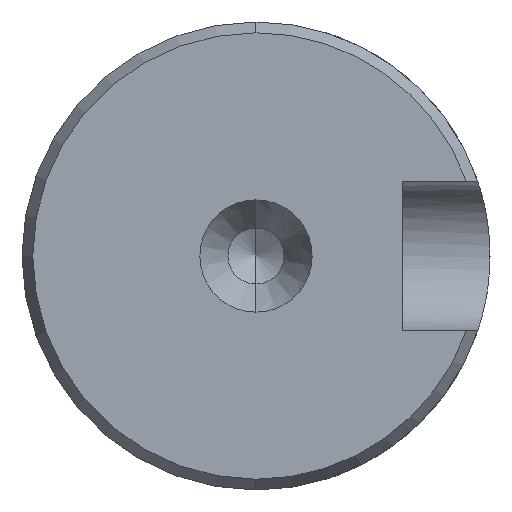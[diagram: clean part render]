
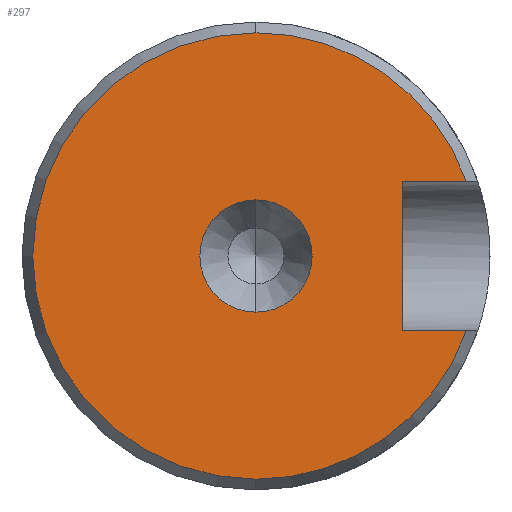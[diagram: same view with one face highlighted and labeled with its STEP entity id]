
A CAD part, left-side view. The second image highlights one B-rep face of the part: STEP entity #297.
In plain terms, the highlighted planar face has unit normal (-1, 0, 0).
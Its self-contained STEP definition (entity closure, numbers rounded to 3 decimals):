
#7 = AXIS2_PLACEMENT_3D ( 'NONE', #985, #446, #1074 ) ;
#15 = DIRECTION ( 'NONE',  ( 0., 0., 1. ) ) ;
#17 = VERTEX_POINT ( 'NONE', #467 ) ;
#53 = AXIS2_PLACEMENT_3D ( 'NONE', #56, #58, #143 ) ;
#56 = CARTESIAN_POINT ( 'NONE',  ( 0., 0., 0. ) ) ;
#58 = DIRECTION ( 'NONE',  ( -1., 0., 0. ) ) ;
#73 = CARTESIAN_POINT ( 'NONE',  ( 0., -7.84, -4. ) ) ;
#107 = FACE_OUTER_BOUND ( 'NONE', #487, .T. ) ;
#114 = AXIS2_PLACEMENT_3D ( 'NONE', #1039, #499, #764 ) ;
#115 = VERTEX_POINT ( 'NONE', #1072 ) ;
#117 = DIRECTION ( 'NONE',  ( -1., 0., 0. ) ) ;
#143 = DIRECTION ( 'NONE',  ( 0., 0., 1. ) ) ;
#162 = ORIENTED_EDGE ( 'NONE', *, *, #476, .F. ) ;
#165 = ORIENTED_EDGE ( 'NONE', *, *, #1002, .T. ) ;
#174 = ORIENTED_EDGE ( 'NONE', *, *, #1013, .T. ) ;
#202 = PLANE ( 'NONE',  #665 ) ;
#253 = DIRECTION ( 'NONE',  ( 0., -1., 0. ) ) ;
#267 = CARTESIAN_POINT ( 'NONE',  ( 0., 0., -11.923 ) ) ;
#274 = VERTEX_POINT ( 'NONE', #468 ) ;
#287 = CARTESIAN_POINT ( 'NONE',  ( 0., 0., 0. ) ) ;
#291 = DIRECTION ( 'NONE',  ( 0., 1., 0. ) ) ;
#295 = DIRECTION ( 'NONE',  ( 1., 0., 0. ) ) ;
#297 = ADVANCED_FACE ( 'NONE', ( #107, #1000 ), #202, .F. ) ;
#298 = CIRCLE ( 'NONE', #852, 11.923 ) ;
#300 = CARTESIAN_POINT ( 'NONE',  ( 0., 3., 0. ) ) ;
#313 = VECTOR ( 'NONE', #253, 1000. ) ;
#317 = DIRECTION ( 'NONE',  ( 0., 0., 1. ) ) ;
#340 = LINE ( 'NONE', #979, #1031 ) ;
#351 = EDGE_CURVE ( 'NONE', #669, #792, #298, .T. ) ;
#362 = CARTESIAN_POINT ( 'NONE',  ( 0., 3., -4. ) ) ;
#370 = VECTOR ( 'NONE', #291, 1000. ) ;
#375 = ORIENTED_EDGE ( 'NONE', *, *, #814, .T. ) ;
#446 = DIRECTION ( 'NONE',  ( -1., 0., 0. ) ) ;
#467 = CARTESIAN_POINT ( 'NONE',  ( 0., 0., -3. ) ) ;
#468 = CARTESIAN_POINT ( 'NONE',  ( 0., 0., 3. ) ) ;
#476 = EDGE_CURVE ( 'NONE', #274, #17, #673, .T. ) ;
#486 = CARTESIAN_POINT ( 'NONE',  ( 0., -7.84, 4. ) ) ;
#487 = EDGE_LOOP ( 'NONE', ( #751, #695, #738, #174, #165, #375 ) ) ;
#499 = DIRECTION ( 'NONE',  ( -1., 0., 0. ) ) ;
#510 = EDGE_CURVE ( 'NONE', #570, #115, #1126, .T. ) ;
#535 = LINE ( 'NONE', #778, #313 ) ;
#541 = AXIS2_PLACEMENT_3D ( 'NONE', #639, #117, #734 ) ;
#570 = VERTEX_POINT ( 'NONE', #777 ) ;
#639 = CARTESIAN_POINT ( 'NONE',  ( 0., 0., 0. ) ) ;
#665 = AXIS2_PLACEMENT_3D ( 'NONE', #300, #295, #818 ) ;
#669 = VERTEX_POINT ( 'NONE', #267 ) ;
#673 = CIRCLE ( 'NONE', #114, 3. ) ;
#695 = ORIENTED_EDGE ( 'NONE', *, *, #974, .T. ) ;
#734 = DIRECTION ( 'NONE',  ( 0., 0., 1. ) ) ;
#738 = ORIENTED_EDGE ( 'NONE', *, *, #351, .T. ) ;
#751 = ORIENTED_EDGE ( 'NONE', *, *, #510, .T. ) ;
#764 = DIRECTION ( 'NONE',  ( 0., 0., 1. ) ) ;
#777 = CARTESIAN_POINT ( 'NONE',  ( 0., -11.232, 4. ) ) ;
#778 = CARTESIAN_POINT ( 'NONE',  ( 0., 3., 4. ) ) ;
#785 = LINE ( 'NONE', #362, #370 ) ;
#792 = VERTEX_POINT ( 'NONE', #907 ) ;
#809 = DIRECTION ( 'NONE',  ( -1., 0., 0. ) ) ;
#814 = EDGE_CURVE ( 'NONE', #1146, #570, #535, .T. ) ;
#818 = DIRECTION ( 'NONE',  ( 0., 0., -1. ) ) ;
#842 = VERTEX_POINT ( 'NONE', #73 ) ;
#852 = AXIS2_PLACEMENT_3D ( 'NONE', #287, #809, #317 ) ;
#903 = CIRCLE ( 'NONE', #7, 11.923 ) ;
#907 = CARTESIAN_POINT ( 'NONE',  ( 0., -11.232, -4. ) ) ;
#968 = CIRCLE ( 'NONE', #541, 3. ) ;
#974 = EDGE_CURVE ( 'NONE', #115, #669, #903, .T. ) ;
#979 = CARTESIAN_POINT ( 'NONE',  ( 0., -7.84, 0. ) ) ;
#985 = CARTESIAN_POINT ( 'NONE',  ( 0., 0., 0. ) ) ;
#992 = EDGE_LOOP ( 'NONE', ( #162, #1011 ) ) ;
#1000 = FACE_BOUND ( 'NONE', #992, .T. ) ;
#1002 = EDGE_CURVE ( 'NONE', #842, #1146, #340, .T. ) ;
#1011 = ORIENTED_EDGE ( 'NONE', *, *, #1075, .F. ) ;
#1013 = EDGE_CURVE ( 'NONE', #792, #842, #785, .T. ) ;
#1031 = VECTOR ( 'NONE', #15, 1000. ) ;
#1039 = CARTESIAN_POINT ( 'NONE',  ( 0., 0., 0. ) ) ;
#1072 = CARTESIAN_POINT ( 'NONE',  ( 0., 0., 11.923 ) ) ;
#1074 = DIRECTION ( 'NONE',  ( 0., 0., 1. ) ) ;
#1075 = EDGE_CURVE ( 'NONE', #17, #274, #968, .T. ) ;
#1126 = CIRCLE ( 'NONE', #53, 11.923 ) ;
#1146 = VERTEX_POINT ( 'NONE', #486 ) ;
